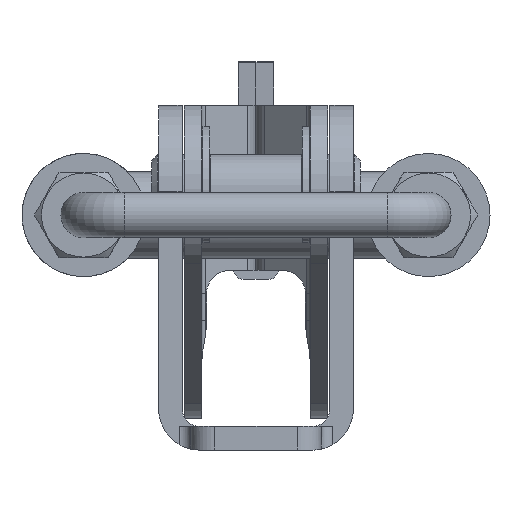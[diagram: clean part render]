
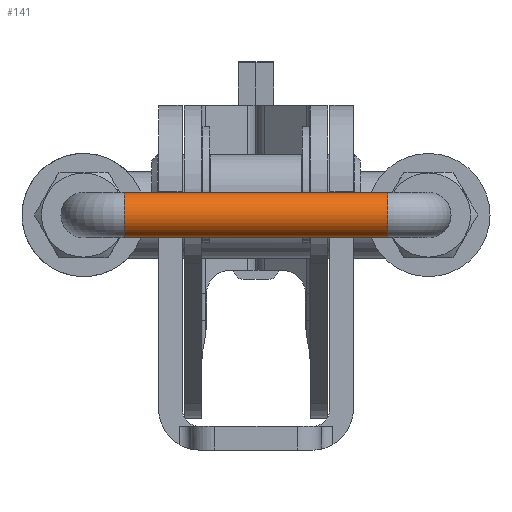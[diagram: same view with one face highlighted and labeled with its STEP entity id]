
A CAD part, left-side view. The second image highlights one B-rep face of the part: STEP entity #141.
In plain terms, the highlighted cylindrical face has radius 2.921 mm (diameter 5.842 mm), a full revolution.
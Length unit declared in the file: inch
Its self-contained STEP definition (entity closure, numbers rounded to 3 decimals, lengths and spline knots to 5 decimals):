
#110=CARTESIAN_POINT('',(-0.115,0.668,0.));
#111=VERTEX_POINT('',#110);
#112=CARTESIAN_POINT('',(0.,0.668,0.0));
#113=DIRECTION('',(0.0,-1.0,0.0));
#114=DIRECTION('',(1.0,0.0,0.0));
#115=AXIS2_PLACEMENT_3D('',#112,#113,#114);
#116=CIRCLE('',#115,0.115);
#117=EDGE_CURVE('',#111,#111,#116,.T.);
#122=CARTESIAN_POINT('',(0.,-0.668,0.0));
#123=DIRECTION('',(0.0,1.0,0.0));
#124=DIRECTION('',(1.0,0.0,0.0));
#125=AXIS2_PLACEMENT_3D('',#122,#123,#124);
#126=CYLINDRICAL_SURFACE('',#125,0.115);
#127=ORIENTED_EDGE('',*,*,#117,.T.);
#128=EDGE_LOOP('',(#127));
#129=FACE_OUTER_BOUND('',#128,.T.);
#130=CARTESIAN_POINT('',(-0.115,-0.668,0.));
#131=VERTEX_POINT('',#130);
#132=CARTESIAN_POINT('',(0.,-0.668,0.0));
#133=DIRECTION('',(0.0,-1.0,0.0));
#134=DIRECTION('',(1.0,0.0,0.0));
#135=AXIS2_PLACEMENT_3D('',#132,#133,#134);
#136=CIRCLE('',#135,0.115);
#137=EDGE_CURVE('',#131,#131,#136,.T.);
#138=ORIENTED_EDGE('',*,*,#137,.F.);
#139=EDGE_LOOP('',(#138));
#140=FACE_BOUND('',#139,.T.);
#141=ADVANCED_FACE('',(#129,#140),#126,.T.);
